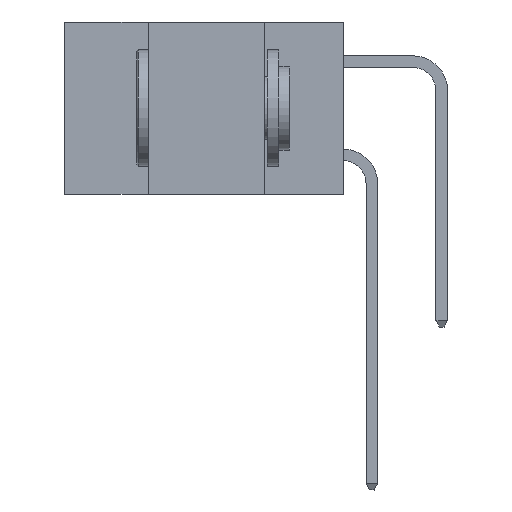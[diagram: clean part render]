
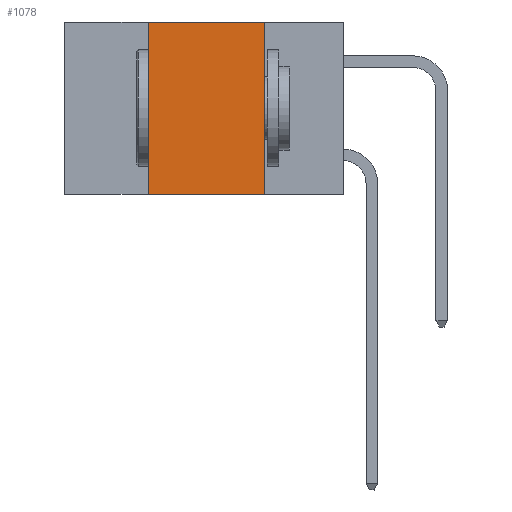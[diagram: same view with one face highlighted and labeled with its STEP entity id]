
A CAD part, left-side view. The second image highlights one B-rep face of the part: STEP entity #1078.
In plain terms, the highlighted planar face has unit normal (-1, 0, 0).
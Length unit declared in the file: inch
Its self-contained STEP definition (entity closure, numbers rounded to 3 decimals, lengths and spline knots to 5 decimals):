
#280 = DIRECTION ( 'NONE',  ( 0., 0., -1. ) ) ;
#450 = EDGE_CURVE ( 'NONE', #10382, #12470, #6170, .T. ) ;
#1078 = ADVANCED_FACE ( 'NONE', ( #1447 ), #9641, .F. ) ;
#1156 = VERTEX_POINT ( 'NONE', #3500 ) ;
#1161 = DIRECTION ( 'NONE',  ( 1., 0., 0. ) ) ;
#1447 = FACE_OUTER_BOUND ( 'NONE', #2275, .T. ) ;
#1645 = DIRECTION ( 'NONE',  ( 0., -1., 0. ) ) ;
#2275 = EDGE_LOOP ( 'NONE', ( #10189, #10863, #3648, #10001 ) ) ;
#2694 = VECTOR ( 'NONE', #1645, 39.37008 ) ;
#3011 = CARTESIAN_POINT ( 'NONE',  ( 0., 0.42, 0. ) ) ;
#3476 = CARTESIAN_POINT ( 'NONE',  ( 0., 0.17, 0. ) ) ;
#3500 = CARTESIAN_POINT ( 'NONE',  ( 0., 0.17, 0. ) ) ;
#3648 = ORIENTED_EDGE ( 'NONE', *, *, #450, .F. ) ;
#3841 = CARTESIAN_POINT ( 'NONE',  ( 0., 0.6, 0. ) ) ;
#3941 = DIRECTION ( 'NONE',  ( 0., -1., 0. ) ) ;
#4233 = VERTEX_POINT ( 'NONE', #6400 ) ;
#4277 = VECTOR ( 'NONE', #3941, 39.37008 ) ;
#5190 = EDGE_CURVE ( 'NONE', #1156, #4233, #9194, .T. ) ;
#5479 = CARTESIAN_POINT ( 'NONE',  ( 0., 0.6, 0. ) ) ;
#5664 = CARTESIAN_POINT ( 'NONE',  ( 0., 0.42, -0.37 ) ) ;
#5733 = CARTESIAN_POINT ( 'NONE',  ( 0., 0.42, 0. ) ) ;
#6100 = CARTESIAN_POINT ( 'NONE',  ( 0., 0.6, -0.37 ) ) ;
#6170 = LINE ( 'NONE', #5733, #6499 ) ;
#6400 = CARTESIAN_POINT ( 'NONE',  ( 0., 0.17, -0.37 ) ) ;
#6499 = VECTOR ( 'NONE', #12288, 39.37008 ) ;
#9194 = LINE ( 'NONE', #3476, #12181 ) ;
#9233 = EDGE_CURVE ( 'NONE', #12470, #1156, #11031, .T. ) ;
#9641 = PLANE ( 'NONE',  #11223 ) ;
#9691 = DIRECTION ( 'NONE',  ( 0., 0., -1. ) ) ;
#10001 = ORIENTED_EDGE ( 'NONE', *, *, #12483, .T. ) ;
#10189 = ORIENTED_EDGE ( 'NONE', *, *, #5190, .F. ) ;
#10382 = VERTEX_POINT ( 'NONE', #5664 ) ;
#10863 = ORIENTED_EDGE ( 'NONE', *, *, #9233, .F. ) ;
#11031 = LINE ( 'NONE', #3841, #2694 ) ;
#11223 = AXIS2_PLACEMENT_3D ( 'NONE', #5479, #1161, #9691 ) ;
#12181 = VECTOR ( 'NONE', #280, 39.37008 ) ;
#12288 = DIRECTION ( 'NONE',  ( 0., 0., 1. ) ) ;
#12470 = VERTEX_POINT ( 'NONE', #3011 ) ;
#12483 = EDGE_CURVE ( 'NONE', #10382, #4233, #13438, .T. ) ;
#13438 = LINE ( 'NONE', #6100, #4277 ) ;
